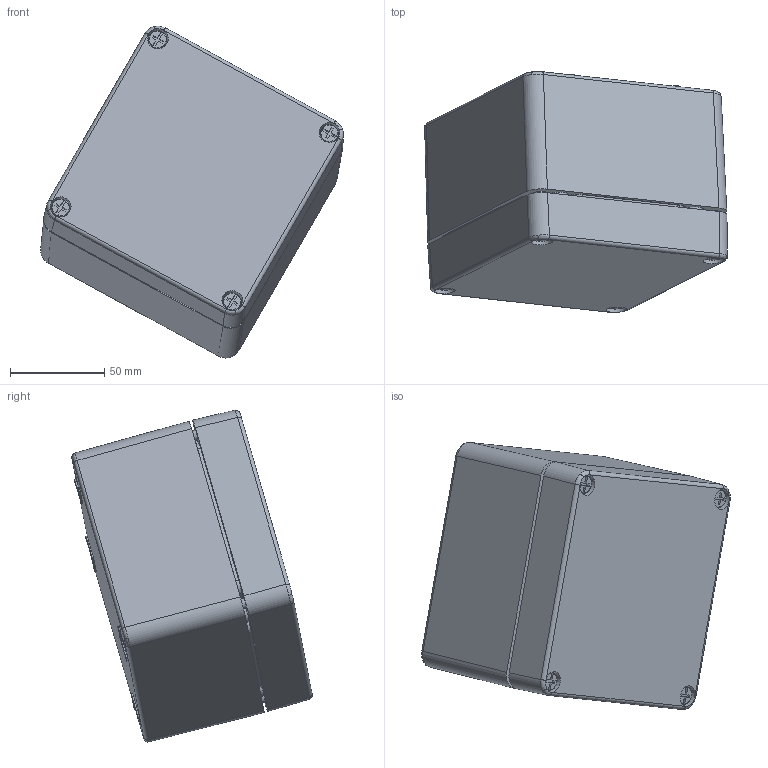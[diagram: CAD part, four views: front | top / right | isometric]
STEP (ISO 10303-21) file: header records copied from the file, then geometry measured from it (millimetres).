
FILE_DESCRIPTION(/* description */ ('Polyester-Gehäuse 122x120x90 mm'),/* implementation_level */ '2;1');
FILE_NAME(/* name */ '07121209010-RST.stp',/* time_stamp */ '2021-09-02T14:19:24+02:00',/* author */ ('sl'),/* organization */ (''),/* preprocessor_version */ 'ST-DEVELOPER v16.5',/* originating_system */ 'Autodesk Inventor 2017',/* authorisation */ '');
FILE_SCHEMA (('AUTOMOTIVE_DESIGN { 1 0 10303 214 3 1 1 }'));
Length unit declared in the file: millimetre
Products named in the file (8): 07_121209_010; Deckel-Polyester-Gehäuse-14-BT-0001-07_121209_010; 07_121209_010_1; 07_121209_010_2; 21251-Unterteil_Standard; 86222_Standard; 86224_Standard; 07_121209_010_3
Assembly tree (18 placements, depth 3):
  07_121209_010
    Deckel-Polyester-Gehäuse-14-BT-0001-07_121209_010
    07_121209_010_1
    07_121209_010_3  x4
    07_121209_010_2
      86222_Standard  x6
      86224_Standard  x4
      21251-Unterteil_Standard
Bounding box: 160.17 x 127.3 x 175.69 mm (x, y, z)
Volume: 399704.2 mm3; surface area: 163091.5 mm2
Topology: 17 solids, 17 shells, 1132 faces, 2708 edges, 1652 vertices
Faces by surface type: plane 368, bspline 292, cylinder 288, cone 112, torus 56, sphere 16
Full cylindrical faces by diameter (mm): 5 x20, 5.02 x10, 5.3 x4, 6 x4, 7.4 x10, 8 x4
Entity records: 33831 total; most frequent: CARTESIAN_POINT 16249, ORIENTED_EDGE 3716, DIRECTION 3458, EDGE_CURVE 1858, AXIS2_PLACEMENT_3D 1422, VERTEX_POINT 1144, EDGE_LOOP 956, FACE_OUTER_BOUND 832
